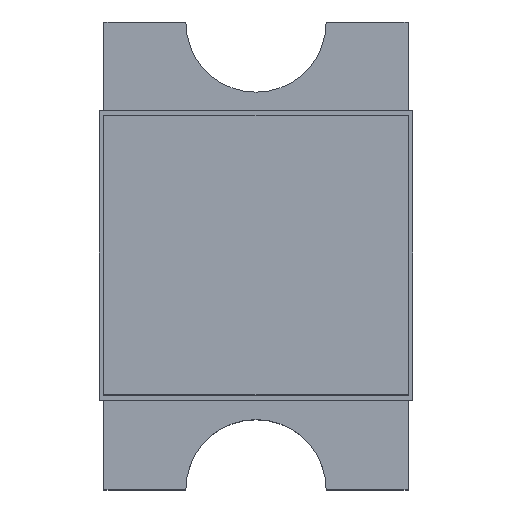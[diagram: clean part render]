
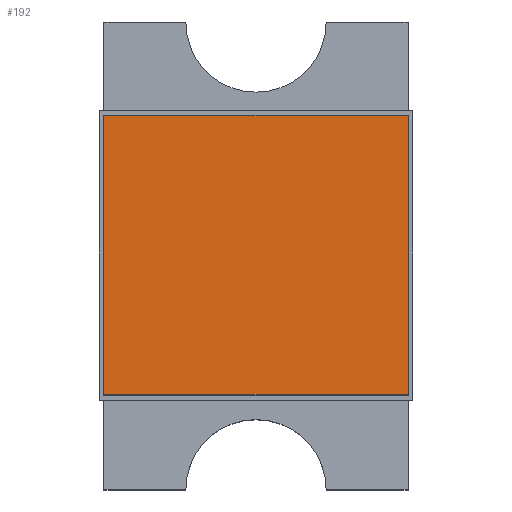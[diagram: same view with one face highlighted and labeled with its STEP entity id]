
A CAD part, top view. The second image highlights one B-rep face of the part: STEP entity #192.
In plain terms, the highlighted planar face has unit normal (0, 0, 1).
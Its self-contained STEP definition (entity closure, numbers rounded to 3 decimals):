
#192=ADVANCED_FACE('',(#666),#668,.T.);
#666=FACE_BOUND('',#667,.T.);
#667=EDGE_LOOP('',(#1052,#1053,#1054,#1055));
#668=PLANE('',#669);
#669=AXIS2_PLACEMENT_3D('',#670,#671,#672);
#670=CARTESIAN_POINT('',(0.,0.,0.82));
#671=DIRECTION('',(0.,0.,1.));
#672=DIRECTION('',(-1.,0.,0.));
#1052=ORIENTED_EDGE('',*,*,#1286,.T.);
#1053=ORIENTED_EDGE('',*,*,#1284,.T.);
#1054=ORIENTED_EDGE('',*,*,#1282,.T.);
#1055=ORIENTED_EDGE('',*,*,#1280,.T.);
#1280=EDGE_CURVE('',#1457,#1455,#1458,.T.);
#1282=EDGE_CURVE('',#1460,#1457,#1461,.T.);
#1284=EDGE_CURVE('',#1463,#1460,#1464,.T.);
#1286=EDGE_CURVE('',#1455,#1463,#1466,.T.);
#1455=VERTEX_POINT('',#1763);
#1457=VERTEX_POINT('',#1767);
#1458=LINE('',#1768,#1769);
#1460=VERTEX_POINT('',#1774);
#1461=LINE('',#1775,#1776);
#1463=VERTEX_POINT('',#1781);
#1464=LINE('',#1782,#1783);
#1466=LINE('',#1788,#1789);
#1763=CARTESIAN_POINT('',(-1.3,-1.592,0.82));
#1767=CARTESIAN_POINT('',(-1.3,-0.4,0.82));
#1768=CARTESIAN_POINT('',(-1.3,-0.4,0.82));
#1769=VECTOR('',#1770,1.);
#1770=DIRECTION('',(0.,-1.,0.));
#1774=CARTESIAN_POINT('',(0.,-0.4,0.82));
#1775=CARTESIAN_POINT('',(0.,-0.4,0.82));
#1776=VECTOR('',#1777,1.);
#1777=DIRECTION('',(-1.,0.,0.));
#1781=CARTESIAN_POINT('',(0.,-1.592,0.82));
#1782=CARTESIAN_POINT('',(0.,-1.592,0.82));
#1783=VECTOR('',#1784,1.);
#1784=DIRECTION('',(0.,1.,0.));
#1788=CARTESIAN_POINT('',(-1.3,-1.592,0.82));
#1789=VECTOR('',#1790,1.);
#1790=DIRECTION('',(1.,0.,0.));
